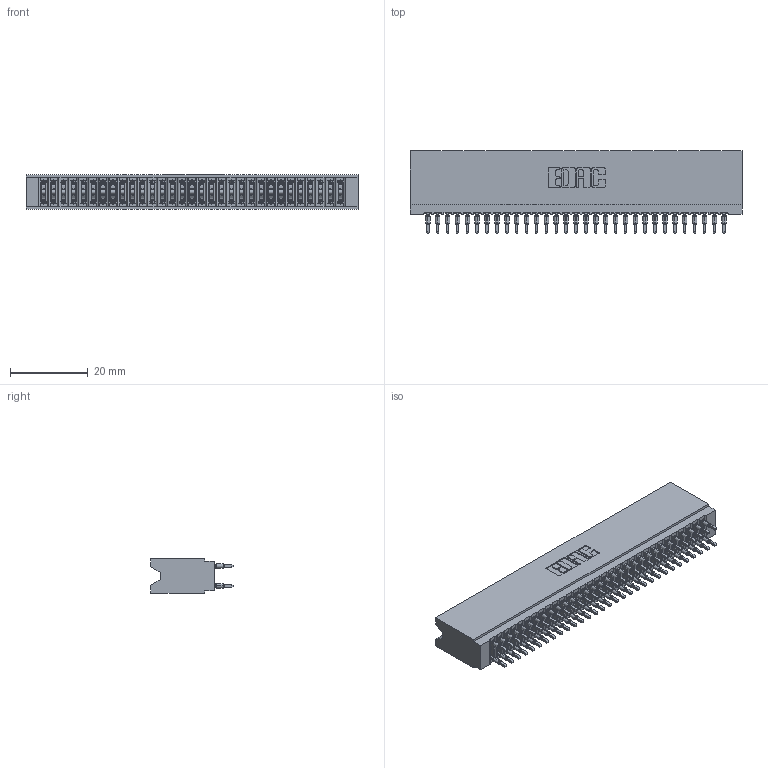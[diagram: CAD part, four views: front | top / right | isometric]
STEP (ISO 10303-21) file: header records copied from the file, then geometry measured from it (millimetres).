
FILE_DESCRIPTION (( 'STEP AP203' ), '1' );
FILE_NAME ('745-062-560-206.STEP', '2026-02-26T19:12:04', ( '' ), ( '' ), 'SwSTEP 2.0', 'SolidWorks 2023', '' );
FILE_SCHEMA (( 'CONFIG_CONTROL_DESIGN' ));
Length unit declared in the file: millimetre
Products named in the file (3): 745-062-560-206; 745 Part_Insulator Option - 06; 745-292-001_560
Assembly tree (63 placements, depth 2):
  745-062-560-206
    745 Part_Insulator Option - 06
    745-292-001_560  x62
Bounding box: 85.34 x 21.22 x 8.89 mm (x, y, z)
Volume: 7959.2 mm3; surface area: 16930.9 mm2
Topology: 63 solids, 63 shells, 6203 faces, 16969 edges, 10774 vertices
Faces by surface type: plane 3218, cylinder 1373, bspline 1240, torus 372
Entity records: 54034 total; most frequent: CARTESIAN_POINT 9880, ORIENTED_EDGE 9294, DIRECTION 8133, EDGE_CURVE 4647, VECTOR 4271, LINE 4271, VERTEX_POINT 2966, AXIS2_PLACEMENT_3D 1931
